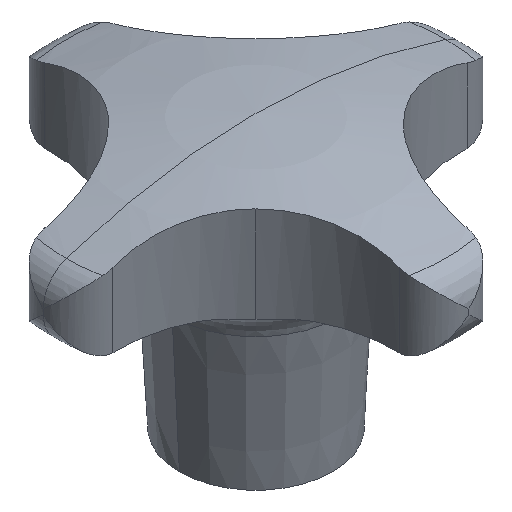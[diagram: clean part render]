
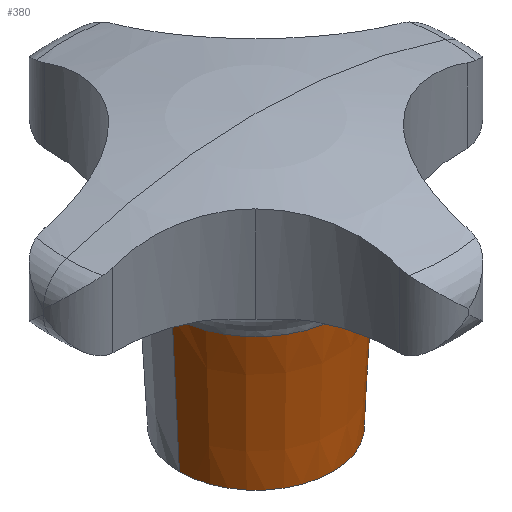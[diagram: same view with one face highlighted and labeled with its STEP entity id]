
A CAD part, isometric view. The second image highlights one B-rep face of the part: STEP entity #380.
In plain terms, the highlighted conical face has half-angle 3 degrees and reference radius 9.425 mm.
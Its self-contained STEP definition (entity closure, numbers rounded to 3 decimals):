
#380=ADVANCED_FACE('',(#882),#883,.T.);
#394=VERTEX_POINT('',#900);
#398=VERTEX_POINT('',#904);
#404=VERTEX_POINT('',#910);
#460=VERTEX_POINT('',#972);
#470=EDGE_CURVE('',#398,#394,#984,.T.);
#518=EDGE_CURVE('',#460,#394,#1035,.T.);
#552=EDGE_CURVE('',#404,#460,#1070,.T.);
#684=EDGE_CURVE('',#398,#404,#1214,.T.);
#882=FACE_OUTER_BOUND('',#1558,.T.);
#883=CONICAL_SURFACE('',#1559,9.425,0.052);
#900=CARTESIAN_POINT('',(-9.849,0.,16.209));
#904=CARTESIAN_POINT('',(9.849,0.,16.209));
#910=CARTESIAN_POINT('',(9.,0.,0.));
#972=CARTESIAN_POINT('',(-9.0,0.,0.));
#984=CIRCLE('',#1789,9.849);
#1035=LINE('',#1935,#1936);
#1070=CIRCLE('',#2029,9.);
#1214=LINE('',#2435,#2436);
#1558=EDGE_LOOP('',(#2720,#2721,#2722,#2723));
#1559=AXIS2_PLACEMENT_3D('',#2724,#2725,#2726);
#1789=AXIS2_PLACEMENT_3D('',#2858,#2859,#2860);
#1935=CARTESIAN_POINT('',(-9.425,0.,8.105));
#1936=VECTOR('',#2909,1.0);
#2029=AXIS2_PLACEMENT_3D('',#2928,#2929,#2930);
#2435=CARTESIAN_POINT('',(9.425,0.,8.105));
#2436=VECTOR('',#3059,1.0);
#2720=ORIENTED_EDGE('',*,*,#684,.F.);
#2721=ORIENTED_EDGE('',*,*,#470,.T.);
#2722=ORIENTED_EDGE('',*,*,#518,.F.);
#2723=ORIENTED_EDGE('',*,*,#552,.F.);
#2724=CARTESIAN_POINT('',(0.,0.,8.105));
#2725=DIRECTION('',(-0.0,-0.0,1.0));
#2726=DIRECTION('',(1.0,0.,0.0));
#2858=CARTESIAN_POINT('',(0.,0.,16.209));
#2859=DIRECTION('',(0.0,0.0,-1.0));
#2860=DIRECTION('',(1.0,0.,0.0));
#2909=DIRECTION('',(-0.052,0.,0.999));
#2928=CARTESIAN_POINT('',(0.,0.,0.));
#2929=DIRECTION('',(0.0,0.0,-1.0));
#2930=DIRECTION('',(1.0,0.,0.0));
#3059=DIRECTION('',(-0.052,0.,-0.999));
